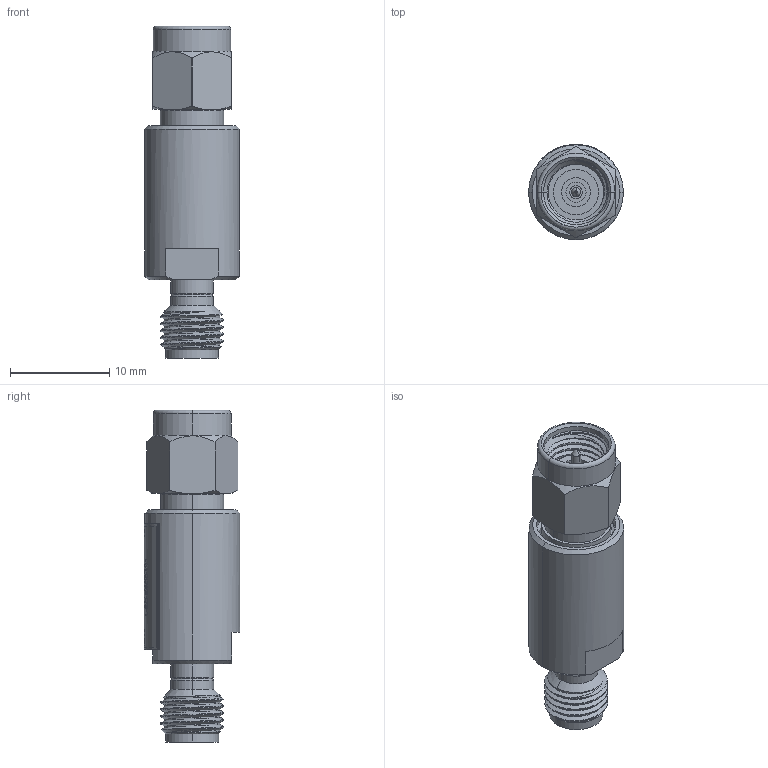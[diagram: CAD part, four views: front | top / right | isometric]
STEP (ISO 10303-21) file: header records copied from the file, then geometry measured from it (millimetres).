
FILE_DESCRIPTION (( 'STEP AP214' ), '1' );
FILE_NAME ('LM-0D52-C3-1 (REV A1).STEP', '2025-01-23T18:01:03', ( '' ), ( '' ), 'SwSTEP 2.0', 'SolidWorks 2024', '' );
FILE_SCHEMA (( 'AUTOMOTIVE_DESIGN' ));
Length unit declared in the file: inch
Products named in the file (13): 2910-01-6_2910-01-6A.STEP; 1201-01-34.STEP; 2910-01-19_2910-01-39G.STEP; 2910-01-20_2910-01-20G.STEP; 1201-01-13_1201-01-13AL.STEP; 2910-01-25-0.STEP; 2910-01-25.STEP; PL100-371 2.92M-2.92F Barrel MDL.SLDPRT; 1210-22-39_1210-22-39A.STEP; 27249980 LABEL SNL; 2910-01-1.STEP; 1201-01-17.STEP; LM-0D52-C3-1 (REV A1)
Assembly tree (12 placements, depth 4):
  LM-0D52-C3-1 (REV A1)
    PL100-371 2.92M-2.92F Barrel MDL.SLDPRT
      2910-01-1.STEP
        2910-01-6_2910-01-6A.STEP
        2910-01-25.STEP
        2910-01-25-0.STEP
        2910-01-19_2910-01-39G.STEP
        2910-01-20_2910-01-20G.STEP
        1210-22-39_1210-22-39A.STEP
        1201-01-13_1201-01-13AL.STEP
        1201-01-17.STEP
        1201-01-34.STEP
    27249980 LABEL SNL
Bounding box: 9.53 x 9.59 x 33.38 mm (x, y, z)
Volume: 1208.7 mm3; surface area: 2859.7 mm2
Topology: 14 solids, 14 shells, 361 faces, 1166 edges, 897 vertices
Faces by surface type: cylinder 204, plane 76, cone 59, bspline 12, torus 6, sphere 4
Entity records: 20464 total; most frequent: CARTESIAN_POINT 9968, ORIENTED_EDGE 2316, DIRECTION 1837, EDGE_CURVE 1158, VERTEX_POINT 895, AXIS2_PLACEMENT_3D 737, EDGE_LOOP 449, CIRCLE 371
